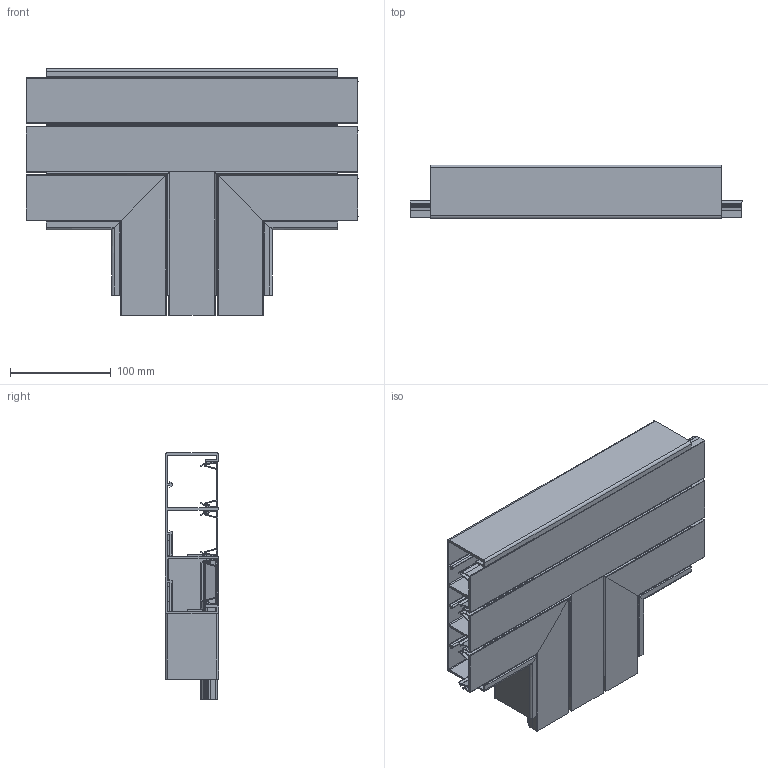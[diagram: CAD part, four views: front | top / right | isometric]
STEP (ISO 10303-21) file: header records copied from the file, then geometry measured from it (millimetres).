
FILE_DESCRIPTION(('CoCreate Modeling STEP Export'),'2;1');
FILE_NAME('6116193.stp','2016-10-07T14:34:20',(''),(''),'CoCreate Modeling STEP processor for AP214 (Solid Model)','CoCreate Modeling 16.00B 02-Dec-2008 (C) Parametric Technology GmbH','');
FILE_SCHEMA(('AUTOMOTIVE_DESIGN { 1 0 10303 214 1 1 1 1 }'));
Length unit declared in the file: millimetre
Products named in the file (9): Deckel_1_dreifach; Bruestungskanal_53160_dreifach.1; Deckel_1_dreifach.3; Deckel_1_dreifach.2; Bruestungskanal_53160_dreifach.1.1.1; Deckel_1_dreifach.1.1; Verbindungswinkel; Verbindungsplatte.2; T_Stueck_dreifach.1
Assembly tree (17 placements, depth 2):
  T_Stueck_dreifach.1
    Verbindungswinkel  x4
    Verbindungsplatte.2  x4
    Deckel_1_dreifach.1.1
    Deckel_1_dreifach  x2
    Deckel_1_dreifach.3  x2
    Deckel_1_dreifach.2  x2
    Bruestungskanal_53160_dreifach.1.1.1
    Bruestungskanal_53160_dreifach.1
Bounding box: 330 x 53 x 245 mm (x, y, z)
Volume: 510749.3 mm3; surface area: 583367.2 mm2
Topology: 17 solids, 17 shells, 855 faces, 2460 edges, 1639 vertices
Faces by surface type: plane 489, cylinder 366
Entity records: 20594 total; most frequent: ORIENTED_EDGE 3732, CARTESIAN_POINT 3552, DIRECTION 3369, EDGE_CURVE 1866, VECTOR 1249, LINE 1249, VERTEX_POINT 1243, AXIS2_PLACEMENT_3D 1060
